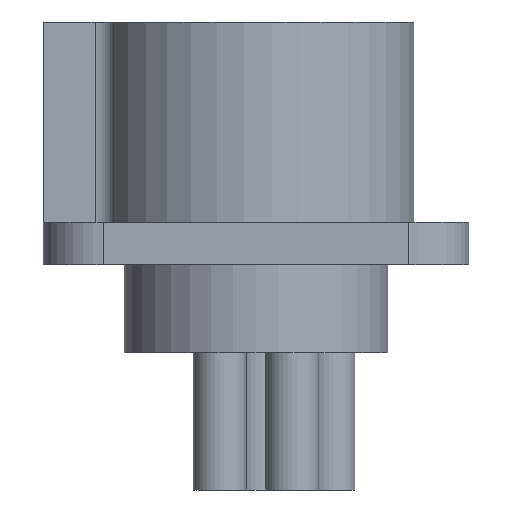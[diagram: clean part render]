
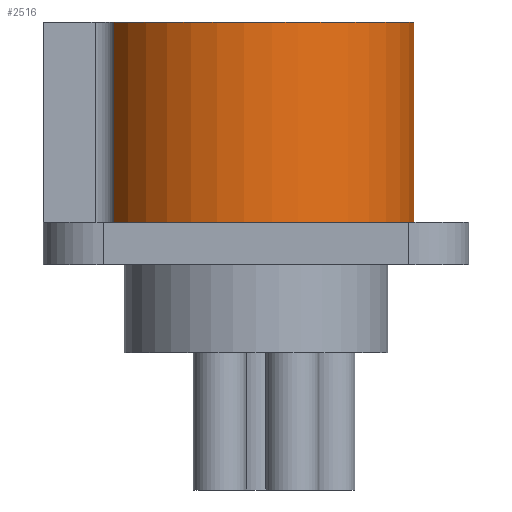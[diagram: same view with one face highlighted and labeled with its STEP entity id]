
A CAD part, front view. The second image highlights one B-rep face of the part: STEP entity #2516.
In plain terms, the highlighted cylindrical face has radius 7.505 mm (diameter 15.01 mm), a partial arc.
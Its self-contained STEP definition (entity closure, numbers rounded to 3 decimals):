
#53 = DIRECTION ( 'NONE',  ( 0., 0., -1. ) ) ;
#156 = CARTESIAN_POINT ( 'NONE',  ( -6.736, -3.309, 2.01 ) ) ;
#308 = ORIENTED_EDGE ( 'NONE', *, *, #3406, .T. ) ;
#478 = AXIS2_PLACEMENT_3D ( 'NONE', #3326, #1465, #4005 ) ;
#539 = LINE ( 'NONE', #4654, #1733 ) ;
#680 = CARTESIAN_POINT ( 'NONE',  ( -6.736, 3.309, 11.51 ) ) ;
#732 = DIRECTION ( 'NONE',  ( 0., 0., -1. ) ) ;
#798 = CARTESIAN_POINT ( 'NONE',  ( 0., 0., 11.51 ) ) ;
#932 = CARTESIAN_POINT ( 'NONE',  ( 0., 0., 2.01 ) ) ;
#1036 = LINE ( 'NONE', #4349, #3091 ) ;
#1187 = EDGE_CURVE ( 'NONE', #2192, #1861, #1816, .T. ) ;
#1350 = DIRECTION ( 'NONE',  ( 0., 0., -1. ) ) ;
#1465 = DIRECTION ( 'NONE',  ( 0., 0., 1. ) ) ;
#1733 = VECTOR ( 'NONE', #1350, 1000. ) ;
#1816 = CIRCLE ( 'NONE', #478, 7.505 ) ;
#1861 = VERTEX_POINT ( 'NONE', #680 ) ;
#2068 = CARTESIAN_POINT ( 'NONE',  ( -6.736, -3.309, 11.51 ) ) ;
#2133 = ORIENTED_EDGE ( 'NONE', *, *, #1187, .F. ) ;
#2192 = VERTEX_POINT ( 'NONE', #2068 ) ;
#2263 = EDGE_CURVE ( 'NONE', #2192, #3342, #539, .T. ) ;
#2419 = DIRECTION ( 'NONE',  ( 0., 0., 1. ) ) ;
#2453 = DIRECTION ( 'NONE',  ( -1., 0., 0. ) ) ;
#2507 = ORIENTED_EDGE ( 'NONE', *, *, #2682, .F. ) ;
#2516 = ADVANCED_FACE ( 'NONE', ( #3664 ), #3948, .T. ) ;
#2534 = AXIS2_PLACEMENT_3D ( 'NONE', #932, #2419, #2453 ) ;
#2597 = DIRECTION ( 'NONE',  ( -1., 0., 0. ) ) ;
#2682 = EDGE_CURVE ( 'NONE', #1861, #2911, #1036, .T. ) ;
#2726 = CARTESIAN_POINT ( 'NONE',  ( -6.736, 3.309, 2.01 ) ) ;
#2911 = VERTEX_POINT ( 'NONE', #2726 ) ;
#3091 = VECTOR ( 'NONE', #732, 1000. ) ;
#3147 = ORIENTED_EDGE ( 'NONE', *, *, #2263, .T. ) ;
#3326 = CARTESIAN_POINT ( 'NONE',  ( 0., 0., 11.51 ) ) ;
#3342 = VERTEX_POINT ( 'NONE', #156 ) ;
#3406 = EDGE_CURVE ( 'NONE', #3342, #2911, #3947, .T. ) ;
#3664 = FACE_OUTER_BOUND ( 'NONE', #4140, .T. ) ;
#3947 = CIRCLE ( 'NONE', #2534, 7.505 ) ;
#3948 = CYLINDRICAL_SURFACE ( 'NONE', #4122, 7.505 ) ;
#4005 = DIRECTION ( 'NONE',  ( -1., 0., 0. ) ) ;
#4122 = AXIS2_PLACEMENT_3D ( 'NONE', #798, #53, #2597 ) ;
#4140 = EDGE_LOOP ( 'NONE', ( #308, #2507, #2133, #3147 ) ) ;
#4349 = CARTESIAN_POINT ( 'NONE',  ( -6.736, 3.309, 11.51 ) ) ;
#4654 = CARTESIAN_POINT ( 'NONE',  ( -6.736, -3.309, 11.51 ) ) ;
